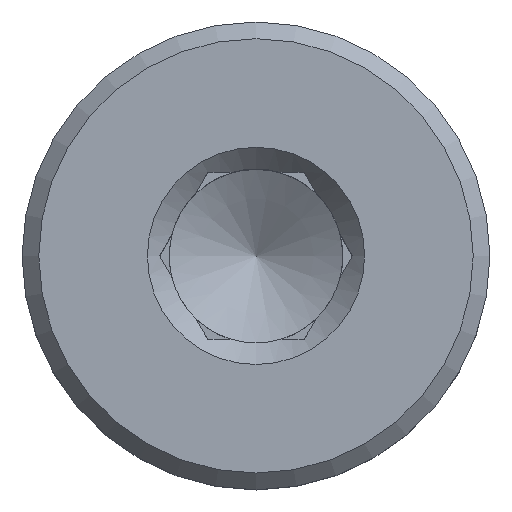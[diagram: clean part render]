
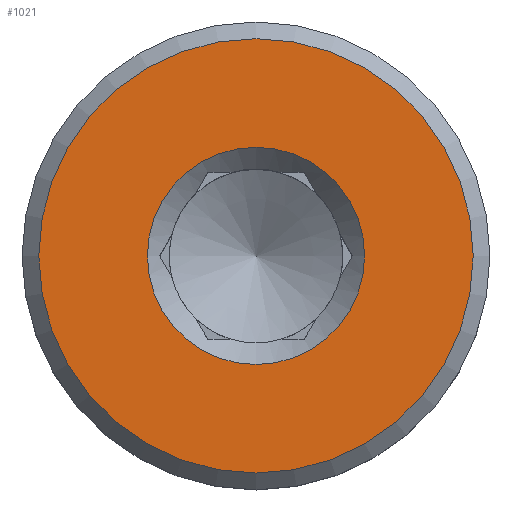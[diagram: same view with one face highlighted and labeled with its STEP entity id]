
A CAD part, top view. The second image highlights one B-rep face of the part: STEP entity #1021.
In plain terms, the highlighted planar face has unit normal (0, 0, 1).
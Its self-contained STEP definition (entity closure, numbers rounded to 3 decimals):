
#793=CARTESIAN_POINT('',(3.25,0.,12.));
#794=VERTEX_POINT('',#793);
#795=CARTESIAN_POINT('',(0.0,0.0,12.));
#796=DIRECTION('',(0.0,0.0,-1.0));
#797=DIRECTION('',(-1.0,0.0,0.0));
#798=AXIS2_PLACEMENT_3D('',#795,#796,#797);
#799=CIRCLE('',#798,3.25);
#800=EDGE_CURVE('',#794,#794,#799,.T.);
#967=CARTESIAN_POINT('',(6.5,0.,12.));
#968=VERTEX_POINT('',#967);
#969=CARTESIAN_POINT('',(0.0,0.0,12.));
#970=DIRECTION('',(0.0,0.0,-1.0));
#971=DIRECTION('',(-1.0,0.0,0.0));
#972=AXIS2_PLACEMENT_3D('',#969,#970,#971);
#973=CIRCLE('',#972,6.5);
#974=EDGE_CURVE('',#968,#968,#973,.T.);
#1010=CARTESIAN_POINT('',(0.0,0.0,12.));
#1011=DIRECTION('',(0.0,0.0,-1.0));
#1012=DIRECTION('',(-1.0,0.0,0.0));
#1013=AXIS2_PLACEMENT_3D('',#1010,#1011,#1012);
#1014=PLANE('',#1013);
#1015=ORIENTED_EDGE('',*,*,#974,.F.);
#1016=EDGE_LOOP('',(#1015));
#1017=FACE_OUTER_BOUND('',#1016,.T.);
#1018=ORIENTED_EDGE('',*,*,#800,.T.);
#1019=EDGE_LOOP('',(#1018));
#1020=FACE_BOUND('',#1019,.T.);
#1021=ADVANCED_FACE('',(#1017,#1020),#1014,.F.);
